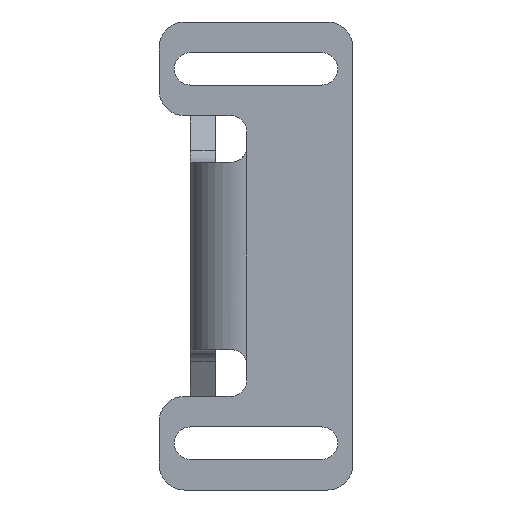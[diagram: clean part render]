
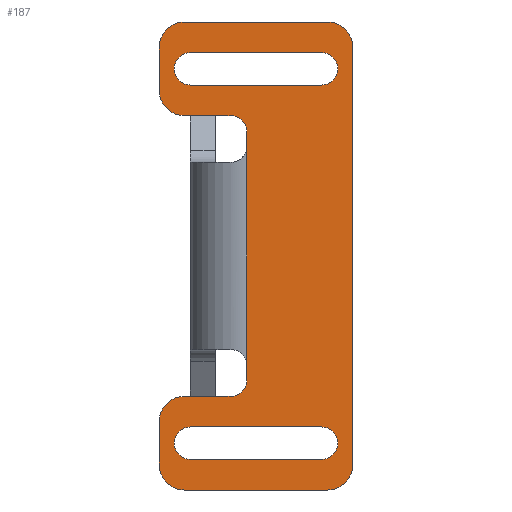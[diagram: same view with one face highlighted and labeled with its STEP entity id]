
A CAD part, front view. The second image highlights one B-rep face of the part: STEP entity #187.
In plain terms, the highlighted planar face has unit normal (0, -1, 0).
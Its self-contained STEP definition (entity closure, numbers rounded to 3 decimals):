
#187=ADVANCED_FACE('',(#252,#253,#254),#255,.T.);
#252=FACE_BOUND('',#378,.T.);
#253=FACE_BOUND('',#379,.T.);
#254=FACE_OUTER_BOUND('',#380,.T.);
#255=PLANE('',#381);
#378=EDGE_LOOP('',(#546,#547,#548,#549));
#379=EDGE_LOOP('',(#550,#551,#552,#553));
#380=EDGE_LOOP('',(#554,#555,#556,#557,#558,#559,#560,#561,#562,#563,#564,#565,#566,#567,#568,#569,#570,#571));
#381=AXIS2_PLACEMENT_3D('',#572,#573,#574);
#546=ORIENTED_EDGE('',*,*,#1034,.T.);
#547=ORIENTED_EDGE('',*,*,#1035,.T.);
#548=ORIENTED_EDGE('',*,*,#1036,.T.);
#549=ORIENTED_EDGE('',*,*,#1037,.T.);
#550=ORIENTED_EDGE('',*,*,#1038,.T.);
#551=ORIENTED_EDGE('',*,*,#1039,.T.);
#552=ORIENTED_EDGE('',*,*,#1040,.T.);
#553=ORIENTED_EDGE('',*,*,#1041,.T.);
#554=ORIENTED_EDGE('',*,*,#1042,.T.);
#555=ORIENTED_EDGE('',*,*,#1043,.T.);
#556=ORIENTED_EDGE('',*,*,#998,.T.);
#557=ORIENTED_EDGE('',*,*,#1044,.T.);
#558=ORIENTED_EDGE('',*,*,#1045,.T.);
#559=ORIENTED_EDGE('',*,*,#1046,.T.);
#560=ORIENTED_EDGE('',*,*,#1047,.T.);
#561=ORIENTED_EDGE('',*,*,#1048,.T.);
#562=ORIENTED_EDGE('',*,*,#1049,.T.);
#563=ORIENTED_EDGE('',*,*,#1050,.T.);
#564=ORIENTED_EDGE('',*,*,#1051,.T.);
#565=ORIENTED_EDGE('',*,*,#1052,.T.);
#566=ORIENTED_EDGE('',*,*,#1053,.T.);
#567=ORIENTED_EDGE('',*,*,#1054,.T.);
#568=ORIENTED_EDGE('',*,*,#1055,.T.);
#569=ORIENTED_EDGE('',*,*,#1056,.T.);
#570=ORIENTED_EDGE('',*,*,#1057,.T.);
#571=ORIENTED_EDGE('',*,*,#1058,.T.);
#572=CARTESIAN_POINT('',(31.0,0.,0.0));
#573=DIRECTION('',(0.,-1.0,0.0));
#574=DIRECTION('',(1.0,0.,0.0));
#998=EDGE_CURVE('',#1165,#1163,#1166,.F.);
#1034=EDGE_CURVE('',#1232,#1233,#1234,.F.);
#1035=EDGE_CURVE('',#1233,#1235,#1236,.T.);
#1036=EDGE_CURVE('',#1235,#1237,#1238,.F.);
#1037=EDGE_CURVE('',#1237,#1232,#1239,.F.);
#1038=EDGE_CURVE('',#1240,#1241,#1242,.T.);
#1039=EDGE_CURVE('',#1241,#1243,#1244,.T.);
#1040=EDGE_CURVE('',#1243,#1245,#1246,.T.);
#1041=EDGE_CURVE('',#1245,#1240,#1247,.F.);
#1042=EDGE_CURVE('',#1248,#1249,#1250,.T.);
#1043=EDGE_CURVE('',#1249,#1165,#1251,.F.);
#1044=EDGE_CURVE('',#1163,#1252,#1253,.F.);
#1045=EDGE_CURVE('',#1252,#1254,#1255,.F.);
#1046=EDGE_CURVE('',#1254,#1256,#1257,.F.);
#1047=EDGE_CURVE('',#1256,#1258,#1259,.F.);
#1048=EDGE_CURVE('',#1258,#1260,#1261,.F.);
#1049=EDGE_CURVE('',#1260,#1262,#1263,.T.);
#1050=EDGE_CURVE('',#1262,#1264,#1265,.T.);
#1051=EDGE_CURVE('',#1264,#1266,#1267,.F.);
#1052=EDGE_CURVE('',#1266,#1268,#1269,.T.);
#1053=EDGE_CURVE('',#1268,#1270,#1271,.T.);
#1054=EDGE_CURVE('',#1270,#1272,#1273,.F.);
#1055=EDGE_CURVE('',#1272,#1274,#1275,.F.);
#1056=EDGE_CURVE('',#1274,#1276,#1277,.F.);
#1057=EDGE_CURVE('',#1276,#1278,#1279,.T.);
#1058=EDGE_CURVE('',#1278,#1248,#1280,.T.);
#1163=VERTEX_POINT('',#1435);
#1165=VERTEX_POINT('',#1452);
#1166=LINE('',#1453,#1454);
#1232=VERTEX_POINT('',#1588);
#1233=VERTEX_POINT('',#1589);
#1234=CIRCLE('',#1590,2.6);
#1235=VERTEX_POINT('',#1591);
#1236=LINE('',#1592,#1593);
#1237=VERTEX_POINT('',#1594);
#1238=CIRCLE('',#1595,2.6);
#1239=LINE('',#1596,#1597);
#1240=VERTEX_POINT('',#1598);
#1241=VERTEX_POINT('',#1599);
#1242=CIRCLE('',#1600,2.6);
#1243=VERTEX_POINT('',#1601);
#1244=LINE('',#1602,#1603);
#1245=VERTEX_POINT('',#1604);
#1246=CIRCLE('',#1605,2.6);
#1247=LINE('',#1606,#1607);
#1248=VERTEX_POINT('',#1608);
#1249=VERTEX_POINT('',#1609);
#1250=CIRCLE('',#1610,2.5);
#1251=LINE('',#1611,#1612);
#1252=VERTEX_POINT('',#1613);
#1253=LINE('',#1614,#1615);
#1254=VERTEX_POINT('',#1616);
#1255=CIRCLE('',#1617,2.5);
#1256=VERTEX_POINT('',#1618);
#1257=LINE('',#1619,#1620);
#1258=VERTEX_POINT('',#1621);
#1259=CIRCLE('',#1622,4.0);
#1260=VERTEX_POINT('',#1623);
#1261=LINE('',#1624,#1625);
#1262=VERTEX_POINT('',#1626);
#1263=CIRCLE('',#1627,4.0);
#1264=VERTEX_POINT('',#1628);
#1265=LINE('',#1629,#1630);
#1266=VERTEX_POINT('',#1631);
#1267=CIRCLE('',#1632,4.0);
#1268=VERTEX_POINT('',#1633);
#1269=LINE('',#1634,#1635);
#1270=VERTEX_POINT('',#1636);
#1271=CIRCLE('',#1637,4.0);
#1272=VERTEX_POINT('',#1638);
#1273=LINE('',#1639,#1640);
#1274=VERTEX_POINT('',#1641);
#1275=CIRCLE('',#1642,4.0);
#1276=VERTEX_POINT('',#1643);
#1277=LINE('',#1644,#1645);
#1278=VERTEX_POINT('',#1646);
#1279=CIRCLE('',#1647,4.0);
#1280=LINE('',#1648,#1649);
#1435=CARTESIAN_POINT('',(14.0,0.,-17.5));
#1452=CARTESIAN_POINT('',(14.0,0.,17.5));
#1453=CARTESIAN_POINT('',(14.0,0.,0.0));
#1454=VECTOR('',#1879,1.0);
#1588=CARTESIAN_POINT('',(5.0,0.,27.4));
#1589=CARTESIAN_POINT('',(5.0,0.,32.6));
#1590=AXIS2_PLACEMENT_3D('',#1938,#1939,#1940);
#1591=CARTESIAN_POINT('',(26.0,0.,32.6));
#1592=CARTESIAN_POINT('',(31.0,0.,32.6));
#1593=VECTOR('',#1941,1.0);
#1594=CARTESIAN_POINT('',(26.0,0.,27.4));
#1595=AXIS2_PLACEMENT_3D('',#1942,#1943,#1944);
#1596=CARTESIAN_POINT('',(31.0,0.,27.4));
#1597=VECTOR('',#1945,1.0);
#1598=CARTESIAN_POINT('',(5.0,0.,-32.6));
#1599=CARTESIAN_POINT('',(5.0,0.,-27.4));
#1600=AXIS2_PLACEMENT_3D('',#1946,#1947,#1948);
#1601=CARTESIAN_POINT('',(26.0,0.,-27.4));
#1602=CARTESIAN_POINT('',(31.0,0.,-27.4));
#1603=VECTOR('',#1949,1.0);
#1604=CARTESIAN_POINT('',(26.0,0.,-32.6));
#1605=AXIS2_PLACEMENT_3D('',#1950,#1951,#1952);
#1606=CARTESIAN_POINT('',(31.0,0.,-32.6));
#1607=VECTOR('',#1953,1.0);
#1608=CARTESIAN_POINT('',(11.5,0.,22.5));
#1609=CARTESIAN_POINT('',(14.0,0.,20.0));
#1610=AXIS2_PLACEMENT_3D('',#1954,#1955,#1956);
#1611=CARTESIAN_POINT('',(14.0,0.,0.0));
#1612=VECTOR('',#1957,1.0);
#1613=CARTESIAN_POINT('',(14.0,0.,-20.0));
#1614=CARTESIAN_POINT('',(14.0,0.,0.0));
#1615=VECTOR('',#1958,1.0);
#1616=CARTESIAN_POINT('',(11.5,0.,-22.5));
#1617=AXIS2_PLACEMENT_3D('',#1959,#1960,#1961);
#1618=CARTESIAN_POINT('',(4.0,0.,-22.5));
#1619=CARTESIAN_POINT('',(31.0,0.,-22.5));
#1620=VECTOR('',#1962,1.0);
#1621=CARTESIAN_POINT('',(0.0,0.,-26.5));
#1622=AXIS2_PLACEMENT_3D('',#1963,#1964,#1965);
#1623=CARTESIAN_POINT('',(0.0,0.,-33.5));
#1624=CARTESIAN_POINT('',(0.0,0.,0.0));
#1625=VECTOR('',#1966,1.0);
#1626=CARTESIAN_POINT('',(4.0,0.,-37.5));
#1627=AXIS2_PLACEMENT_3D('',#1967,#1968,#1969);
#1628=CARTESIAN_POINT('',(27.0,0.,-37.5));
#1629=CARTESIAN_POINT('',(31.0,0.,-37.5));
#1630=VECTOR('',#1970,1.0);
#1631=CARTESIAN_POINT('',(31.0,0.,-33.5));
#1632=AXIS2_PLACEMENT_3D('',#1971,#1972,#1973);
#1633=CARTESIAN_POINT('',(31.0,0.,33.5));
#1634=CARTESIAN_POINT('',(31.0,0.,0.0));
#1635=VECTOR('',#1974,1.0);
#1636=CARTESIAN_POINT('',(27.0,0.,37.5));
#1637=AXIS2_PLACEMENT_3D('',#1975,#1976,#1977);
#1638=CARTESIAN_POINT('',(4.0,0.,37.5));
#1639=CARTESIAN_POINT('',(31.0,0.,37.5));
#1640=VECTOR('',#1978,1.0);
#1641=CARTESIAN_POINT('',(0.0,0.,33.5));
#1642=AXIS2_PLACEMENT_3D('',#1979,#1980,#1981);
#1643=CARTESIAN_POINT('',(0.0,0.,26.5));
#1644=CARTESIAN_POINT('',(0.0,0.,0.0));
#1645=VECTOR('',#1982,1.0);
#1646=CARTESIAN_POINT('',(4.0,0.,22.5));
#1647=AXIS2_PLACEMENT_3D('',#1983,#1984,#1985);
#1648=CARTESIAN_POINT('',(31.0,0.,22.5));
#1649=VECTOR('',#1986,1.0);
#1879=DIRECTION('',(0.0,0.0,1.0));
#1938=CARTESIAN_POINT('',(5.0,0.,30.0));
#1939=DIRECTION('',(0.0,-1.0,0.0));
#1940=DIRECTION('',(0.0,0.0,-1.0));
#1941=DIRECTION('',(1.0,0.,0.0));
#1942=CARTESIAN_POINT('',(26.0,0.,30.0));
#1943=DIRECTION('',(0.0,-1.0,0.0));
#1944=DIRECTION('',(0.0,0.0,-1.0));
#1945=DIRECTION('',(1.0,0.,0.0));
#1946=CARTESIAN_POINT('',(5.0,0.,-30.0));
#1947=DIRECTION('',(0.0,1.0,0.0));
#1948=DIRECTION('',(0.0,0.0,1.0));
#1949=DIRECTION('',(1.0,0.,0.0));
#1950=CARTESIAN_POINT('',(26.0,0.,-30.0));
#1951=DIRECTION('',(0.0,1.0,0.0));
#1952=DIRECTION('',(0.0,0.0,1.0));
#1953=DIRECTION('',(1.0,0.,0.0));
#1954=CARTESIAN_POINT('',(11.5,0.,20.0));
#1955=DIRECTION('',(0.,1.0,0.0));
#1956=DIRECTION('',(-1.0,0.,0.0));
#1957=DIRECTION('',(0.0,0.0,1.0));
#1958=DIRECTION('',(0.0,0.0,1.0));
#1959=CARTESIAN_POINT('',(11.5,0.,-20.0));
#1960=DIRECTION('',(0.,-1.0,0.0));
#1961=DIRECTION('',(1.0,0.,0.0));
#1962=DIRECTION('',(1.0,0.,0.0));
#1963=CARTESIAN_POINT('',(4.0,0.0,-26.5));
#1964=DIRECTION('',(0.0,1.0,0.0));
#1965=DIRECTION('',(0.0,0.0,1.0));
#1966=DIRECTION('',(0.0,0.0,1.0));
#1967=CARTESIAN_POINT('',(4.0,0.,-33.5));
#1968=DIRECTION('',(0.0,-1.0,0.0));
#1969=DIRECTION('',(0.0,0.0,-1.0));
#1970=DIRECTION('',(1.0,0.,0.0));
#1971=CARTESIAN_POINT('',(27.0,0.,-33.5));
#1972=DIRECTION('',(0.0,1.0,0.0));
#1973=DIRECTION('',(0.0,0.0,1.0));
#1974=DIRECTION('',(0.0,0.0,1.0));
#1975=CARTESIAN_POINT('',(27.0,0.,33.5));
#1976=DIRECTION('',(0.0,-1.0,0.0));
#1977=DIRECTION('',(0.0,0.0,-1.0));
#1978=DIRECTION('',(1.0,0.,0.0));
#1979=CARTESIAN_POINT('',(4.0,0.0,33.5));
#1980=DIRECTION('',(0.0,1.0,0.0));
#1981=DIRECTION('',(0.0,0.0,1.0));
#1982=DIRECTION('',(0.0,0.0,1.0));
#1983=CARTESIAN_POINT('',(4.0,0.,26.5));
#1984=DIRECTION('',(0.0,-1.0,0.0));
#1985=DIRECTION('',(0.0,0.0,-1.0));
#1986=DIRECTION('',(1.0,0.,0.0));
